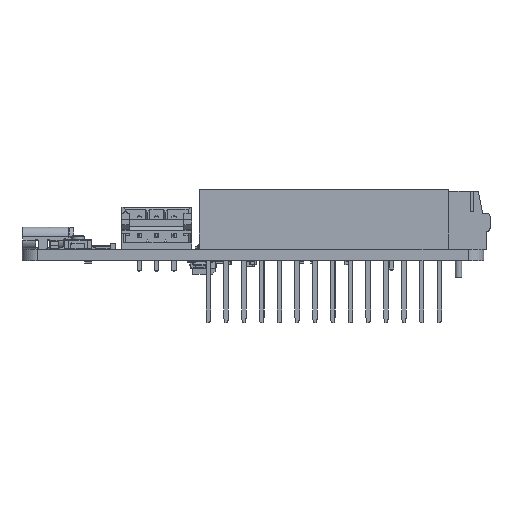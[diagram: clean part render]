
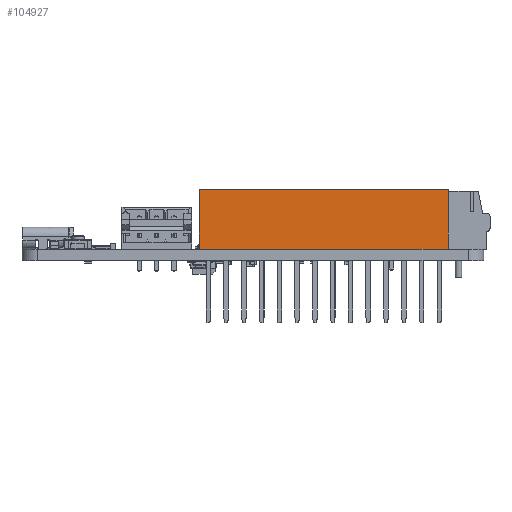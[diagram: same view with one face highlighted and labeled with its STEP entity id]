
A CAD part, left-side view. The second image highlights one B-rep face of the part: STEP entity #104927.
In plain terms, the highlighted free-form (B-spline) face has degree [1, 1] with [2, 2] control points.
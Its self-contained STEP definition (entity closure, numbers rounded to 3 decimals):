
#104448 = VERTEX_POINT('',#104449);
#104449 = CARTESIAN_POINT('',(-16.382,11.027,
    2.381));
#104464 = VERTEX_POINT('',#104465);
#104465 = CARTESIAN_POINT('',(-16.382,11.027,
    14.663));
#104470 = EDGE_CURVE('',#104464,#104448,#104471,.T.);
#104471 = B_SPLINE_CURVE_WITH_KNOTS('',1,(#104472,#104473),
  .UNSPECIFIED.,.F.,.F.,(2,2),(0.,8.509),.PIECEWISE_BEZIER_KNOTS.);
#104472 = CARTESIAN_POINT('',(-16.382,11.027,
    14.663));
#104473 = CARTESIAN_POINT('',(-16.382,11.027,
    2.381));
#104484 = EDGE_CURVE('',#104485,#104448,#104487,.T.);
#104485 = VERTEX_POINT('',#104486);
#104486 = CARTESIAN_POINT('',(-16.382,-40.298,
    2.381));
#104487 = B_SPLINE_CURVE_WITH_KNOTS('',1,(#104488,#104489),
  .UNSPECIFIED.,.F.,.F.,(2,2),(0.,35.56),.PIECEWISE_BEZIER_KNOTS.);
#104488 = CARTESIAN_POINT('',(-16.382,-40.298,
    2.381));
#104489 = CARTESIAN_POINT('',(-16.382,11.027,
    2.381));
#104927 = ADVANCED_FACE('',(#104928),#104944,.F.);
#104928 = FACE_BOUND('',#104929,.F.);
#104929 = EDGE_LOOP('',(#104930,#104931,#104932,#104939));
#104930 = ORIENTED_EDGE('',*,*,#104484,.T.);
#104931 = ORIENTED_EDGE('',*,*,#104470,.F.);
#104932 = ORIENTED_EDGE('',*,*,#104933,.F.);
#104933 = EDGE_CURVE('',#104934,#104464,#104936,.T.);
#104934 = VERTEX_POINT('',#104935);
#104935 = CARTESIAN_POINT('',(-16.382,-40.298,
    14.663));
#104936 = B_SPLINE_CURVE_WITH_KNOTS('',1,(#104937,#104938),
  .UNSPECIFIED.,.F.,.F.,(2,2),(0.,35.56),.PIECEWISE_BEZIER_KNOTS.);
#104937 = CARTESIAN_POINT('',(-16.382,-40.298,
    14.663));
#104938 = CARTESIAN_POINT('',(-16.382,11.027,
    14.663));
#104939 = ORIENTED_EDGE('',*,*,#104940,.T.);
#104940 = EDGE_CURVE('',#104934,#104485,#104941,.T.);
#104941 = B_SPLINE_CURVE_WITH_KNOTS('',1,(#104942,#104943),
  .UNSPECIFIED.,.F.,.F.,(2,2),(0.,8.509),.PIECEWISE_BEZIER_KNOTS.);
#104942 = CARTESIAN_POINT('',(-16.382,-40.298,
    14.663));
#104943 = CARTESIAN_POINT('',(-16.382,-40.298,
    2.381));
#104944 = B_SPLINE_SURFACE_WITH_KNOTS('',1,1,(
    (#104945,#104946)
    ,(#104947,#104948
    )),.UNSPECIFIED.,.F.,.F.,.F.,(2,2),(2,2),(-17.78,17.78),(-4.255,
    4.255),.PIECEWISE_BEZIER_KNOTS.);
#104945 = CARTESIAN_POINT('',(-16.382,11.027,
    14.663));
#104946 = CARTESIAN_POINT('',(-16.382,11.027,
    2.381));
#104947 = CARTESIAN_POINT('',(-16.382,-40.298,
    14.663));
#104948 = CARTESIAN_POINT('',(-16.382,-40.298,
    2.381));
